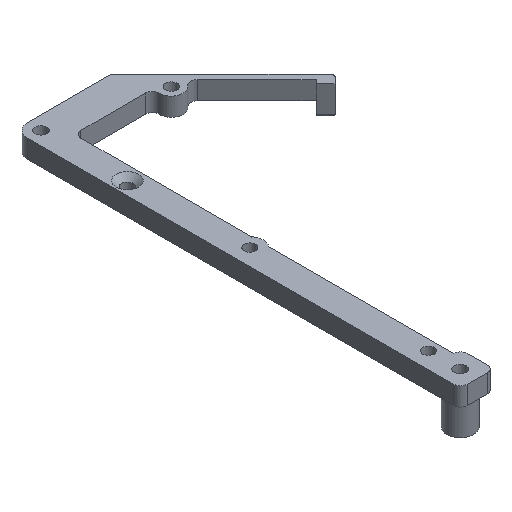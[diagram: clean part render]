
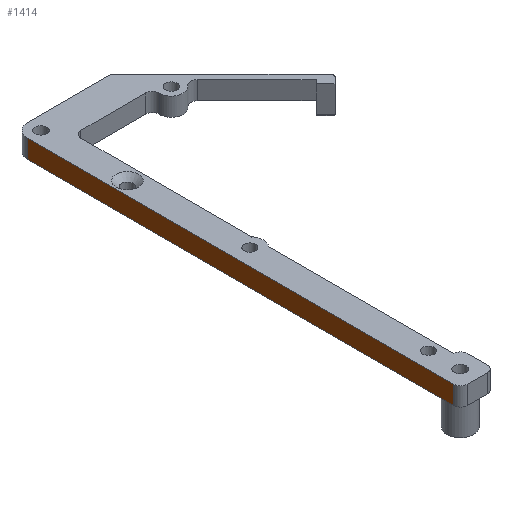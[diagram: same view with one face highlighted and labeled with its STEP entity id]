
A CAD part, isometric view. The second image highlights one B-rep face of the part: STEP entity #1414.
In plain terms, the highlighted planar face has unit normal (-1, 0, 0).
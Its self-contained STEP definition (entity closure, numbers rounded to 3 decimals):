
#146=CARTESIAN_POINT('',(534.071,102.462,19.5));
#147=VERTEX_POINT('',#146);
#155=CARTESIAN_POINT('',(534.071,230.162,19.5));
#156=VERTEX_POINT('',#155);
#157=CARTESIAN_POINT('',(534.071,230.162,19.5));
#158=DIRECTION('',(0.,-1.,0.));
#159=VECTOR('',#158,127.7);
#160=LINE('',#157,#159);
#161=EDGE_CURVE('',#156,#147,#160,.T.);
#444=CARTESIAN_POINT('',(534.071,230.162,25.));
#445=VERTEX_POINT('',#444);
#453=CARTESIAN_POINT('',(534.071,102.462,25.));
#454=VERTEX_POINT('',#453);
#455=CARTESIAN_POINT('',(534.071,230.162,25.));
#456=DIRECTION('',(0.,-1.,0.));
#457=VECTOR('',#456,127.7);
#458=LINE('',#455,#457);
#459=EDGE_CURVE('',#445,#454,#458,.T.);
#1388=CARTESIAN_POINT('',(534.071,102.462,25.));
#1389=DIRECTION('',(0.,-0.,-1.));
#1390=VECTOR('',#1389,5.5);
#1391=LINE('',#1388,#1390);
#1392=EDGE_CURVE('',#454,#147,#1391,.T.);
#1398=CARTESIAN_POINT('',(534.071,230.162,19.5));
#1399=DIRECTION('',(-1.,0.,0.));
#1400=DIRECTION('',(0.,-1.,0.));
#1401=AXIS2_PLACEMENT_3D('',#1398,#1399,#1400);
#1402=PLANE('',#1401);
#1403=ORIENTED_EDGE('',*,*,#459,.F.);
#1404=CARTESIAN_POINT('',(534.071,230.162,19.5));
#1405=DIRECTION('',(0.,0.,1.));
#1406=VECTOR('',#1405,5.5);
#1407=LINE('',#1404,#1406);
#1408=EDGE_CURVE('',#156,#445,#1407,.T.);
#1409=ORIENTED_EDGE('',*,*,#1408,.F.);
#1410=ORIENTED_EDGE('',*,*,#161,.T.);
#1411=ORIENTED_EDGE('',*,*,#1392,.F.);
#1412=EDGE_LOOP('',(#1403,#1409,#1410,#1411));
#1413=FACE_BOUND('',#1412,.T.);
#1414=ADVANCED_FACE('',(#1413),#1402,.T.);
